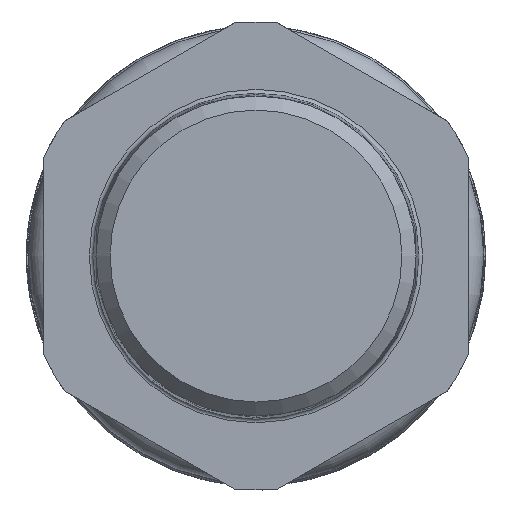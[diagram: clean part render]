
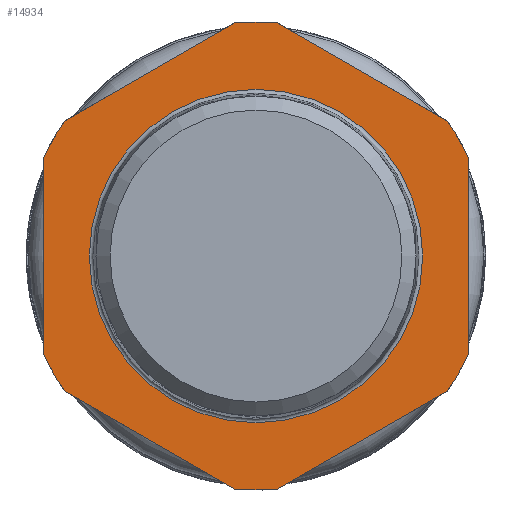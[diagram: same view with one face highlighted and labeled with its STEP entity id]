
A CAD part, left-side view. The second image highlights one B-rep face of the part: STEP entity #14934.
In plain terms, the highlighted planar face has unit normal (-1, 0, 0).
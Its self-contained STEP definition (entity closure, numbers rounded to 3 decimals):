
#1274=LINE('',#31665,#1891);
#1275=LINE('',#31669,#1892);
#1276=LINE('',#31673,#1893);
#1277=LINE('',#31677,#1894);
#1278=LINE('',#31681,#1895);
#1279=LINE('',#31685,#1896);
#1891=VECTOR('',#19884,10.);
#1892=VECTOR('',#19887,10.);
#1893=VECTOR('',#19890,10.);
#1894=VECTOR('',#19893,10.);
#1895=VECTOR('',#19896,10.);
#1896=VECTOR('',#19899,10.);
#2202=PLANE('',#16397);
#2243=FACE_BOUND('',#3816,.T.);
#2999=FACE_OUTER_BOUND('',#3815,.T.);
#3815=EDGE_LOOP('',(#13185,#13186,#13187,#13188,#13189,#13190,#13191,#13192,
#13193,#13194,#13195,#13196));
#3816=EDGE_LOOP('',(#13197,#13198));
#4578=CIRCLE('',#16391,21.58);
#4579=CIRCLE('',#16392,21.58);
#4583=CIRCLE('',#16398,30.3);
#4584=CIRCLE('',#16399,30.3);
#4585=CIRCLE('',#16400,30.3);
#4586=CIRCLE('',#16401,30.3);
#4587=CIRCLE('',#16402,30.3);
#4588=CIRCLE('',#16403,30.3);
#6651=VERTEX_POINT('',#31650);
#6652=VERTEX_POINT('',#31652);
#6655=VERTEX_POINT('',#31663);
#6656=VERTEX_POINT('',#31664);
#6657=VERTEX_POINT('',#31666);
#6658=VERTEX_POINT('',#31668);
#6659=VERTEX_POINT('',#31670);
#6660=VERTEX_POINT('',#31672);
#6661=VERTEX_POINT('',#31674);
#6662=VERTEX_POINT('',#31676);
#6663=VERTEX_POINT('',#31678);
#6664=VERTEX_POINT('',#31680);
#6665=VERTEX_POINT('',#31682);
#6666=VERTEX_POINT('',#31684);
#8838=EDGE_CURVE('',#6651,#6652,#4578,.T.);
#8839=EDGE_CURVE('',#6652,#6651,#4579,.T.);
#8844=EDGE_CURVE('',#6655,#6656,#1274,.T.);
#8845=EDGE_CURVE('',#6657,#6656,#4583,.T.);
#8846=EDGE_CURVE('',#6657,#6658,#1275,.T.);
#8847=EDGE_CURVE('',#6659,#6658,#4584,.T.);
#8848=EDGE_CURVE('',#6659,#6660,#1276,.T.);
#8849=EDGE_CURVE('',#6661,#6660,#4585,.T.);
#8850=EDGE_CURVE('',#6661,#6662,#1277,.T.);
#8851=EDGE_CURVE('',#6663,#6662,#4586,.T.);
#8852=EDGE_CURVE('',#6663,#6664,#1278,.T.);
#8853=EDGE_CURVE('',#6665,#6664,#4587,.T.);
#8854=EDGE_CURVE('',#6665,#6666,#1279,.T.);
#8855=EDGE_CURVE('',#6655,#6666,#4588,.T.);
#13185=ORIENTED_EDGE('',*,*,#8844,.T.);
#13186=ORIENTED_EDGE('',*,*,#8845,.F.);
#13187=ORIENTED_EDGE('',*,*,#8846,.T.);
#13188=ORIENTED_EDGE('',*,*,#8847,.F.);
#13189=ORIENTED_EDGE('',*,*,#8848,.T.);
#13190=ORIENTED_EDGE('',*,*,#8849,.F.);
#13191=ORIENTED_EDGE('',*,*,#8850,.T.);
#13192=ORIENTED_EDGE('',*,*,#8851,.F.);
#13193=ORIENTED_EDGE('',*,*,#8852,.T.);
#13194=ORIENTED_EDGE('',*,*,#8853,.F.);
#13195=ORIENTED_EDGE('',*,*,#8854,.T.);
#13196=ORIENTED_EDGE('',*,*,#8855,.F.);
#13197=ORIENTED_EDGE('',*,*,#8839,.F.);
#13198=ORIENTED_EDGE('',*,*,#8838,.F.);
#14934=ADVANCED_FACE('',(#2999,#2243),#2202,.T.);
#16391=AXIS2_PLACEMENT_3D('',#31653,#19869,#19870);
#16392=AXIS2_PLACEMENT_3D('',#31654,#19871,#19872);
#16397=AXIS2_PLACEMENT_3D('',#31662,#19882,#19883);
#16398=AXIS2_PLACEMENT_3D('',#31667,#19885,#19886);
#16399=AXIS2_PLACEMENT_3D('',#31671,#19888,#19889);
#16400=AXIS2_PLACEMENT_3D('',#31675,#19891,#19892);
#16401=AXIS2_PLACEMENT_3D('',#31679,#19894,#19895);
#16402=AXIS2_PLACEMENT_3D('',#31683,#19897,#19898);
#16403=AXIS2_PLACEMENT_3D('',#31686,#19900,#19901);
#19869=DIRECTION('center_axis',(-1.,0.,0.));
#19870=DIRECTION('ref_axis',(0.,0.,
-1.));
#19871=DIRECTION('center_axis',(-1.,0.,0.));
#19872=DIRECTION('ref_axis',(0.,0.,
-1.));
#19882=DIRECTION('center_axis',(-1.,0.,0.));
#19883=DIRECTION('ref_axis',(0.,0.,
-1.));
#19884=DIRECTION('',(0.,0.866,-0.5));
#19885=DIRECTION('center_axis',(1.,0.,0.));
#19886=DIRECTION('ref_axis',(0.,0.,
1.));
#19887=DIRECTION('',(0.,0.,-1.));
#19888=DIRECTION('center_axis',(1.,0.,0.));
#19889=DIRECTION('ref_axis',(0.,0.,
1.));
#19890=DIRECTION('',(0.,-0.866,-0.5));
#19891=DIRECTION('center_axis',(1.,0.,0.));
#19892=DIRECTION('ref_axis',(0.,0.,
1.));
#19893=DIRECTION('',(0.,-0.866,0.5));
#19894=DIRECTION('center_axis',(1.,0.,0.));
#19895=DIRECTION('ref_axis',(0.,0.,
1.));
#19896=DIRECTION('',(0.,0.,1.));
#19897=DIRECTION('center_axis',(1.,0.,0.));
#19898=DIRECTION('ref_axis',(0.,0.,
1.));
#19899=DIRECTION('',(0.,0.866,0.5));
#19900=DIRECTION('center_axis',(1.,0.,0.));
#19901=DIRECTION('ref_axis',(0.,0.,
1.));
#31650=CARTESIAN_POINT('',(-34.325,0.,-21.58));
#31652=CARTESIAN_POINT('',(-34.325,0.,21.58));
#31653=CARTESIAN_POINT('Origin',(-34.325,0.,
0.));
#31654=CARTESIAN_POINT('Origin',(-34.325,0.,
0.));
#31662=CARTESIAN_POINT('Origin',(-34.325,-30.3,0.));
#31663=CARTESIAN_POINT('',(-34.325,2.733,30.177));
#31664=CARTESIAN_POINT('',(-34.325,24.767,17.455));
#31665=CARTESIAN_POINT('',(-34.325,-3.121,33.556));
#31666=CARTESIAN_POINT('',(-34.325,27.5,12.722));
#31667=CARTESIAN_POINT('Origin',(-34.325,0.,
0.));
#31668=CARTESIAN_POINT('',(-34.325,27.5,-12.722));
#31669=CARTESIAN_POINT('',(-34.325,27.5,6.361));
#31670=CARTESIAN_POINT('',(-34.325,24.767,-17.455));
#31671=CARTESIAN_POINT('Origin',(-34.325,0.,
0.));
#31672=CARTESIAN_POINT('',(-34.325,2.733,-30.177));
#31673=CARTESIAN_POINT('',(-34.325,7.896,-27.195));
#31674=CARTESIAN_POINT('',(-34.325,-2.733,-30.177));
#31675=CARTESIAN_POINT('Origin',(-34.325,0.,
0.));
#31676=CARTESIAN_POINT('',(-34.325,-24.767,-17.455));
#31677=CARTESIAN_POINT('',(-34.325,-19.604,-20.436));
#31678=CARTESIAN_POINT('',(-34.325,-27.5,-12.722));
#31679=CARTESIAN_POINT('Origin',(-34.325,0.,
0.));
#31680=CARTESIAN_POINT('',(-34.325,-27.5,12.722));
#31681=CARTESIAN_POINT('',(-34.325,-27.5,-6.361));
#31682=CARTESIAN_POINT('',(-34.325,-24.767,17.455));
#31683=CARTESIAN_POINT('Origin',(-34.325,0.,
0.));
#31684=CARTESIAN_POINT('',(-34.325,-2.733,30.177));
#31685=CARTESIAN_POINT('',(-34.325,-30.621,14.075));
#31686=CARTESIAN_POINT('Origin',(-34.325,0.,
0.));
